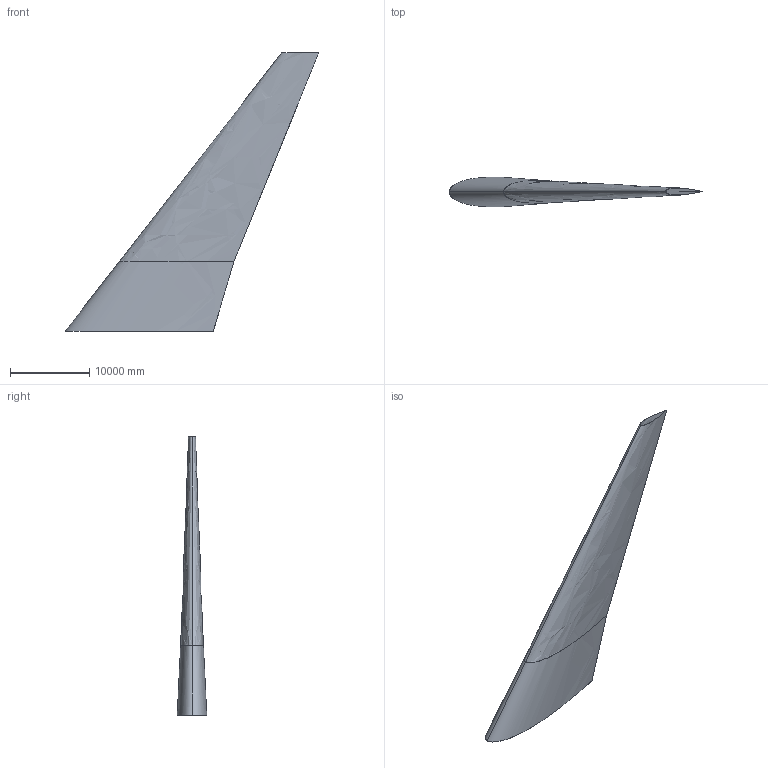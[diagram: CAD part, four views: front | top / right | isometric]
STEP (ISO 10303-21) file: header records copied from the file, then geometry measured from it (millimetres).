
FILE_DESCRIPTION (( 'STEP AP203' ), '1' );
FILE_NAME ('3D Air wing.STEP', '2021-10-11T11:53:46', ( 'AutoBVT' ), ( 'Microsoft' ), 'SwSTEP 2.0', 'SolidWorks 2018', '' );
FILE_SCHEMA (( 'CONFIG_CONTROL_DESIGN' ));
Length unit declared in the file: centimetre
Products named in the file (1): 3D Air wing
Bounding box: 32085.05 x 3742.03 x 35216.9 mm (x, y, z)
Volume: 15215167401.8 mm3; surface area: 1691389997.7 mm2
Topology: 1 solids, 1 shells, 10 faces, 20 edges, 12 vertices
Faces by surface type: bspline 8, plane 2
Entity records: 3128 total; most frequent: CARTESIAN_POINT 2886, ORIENTED_EDGE 40, EDGE_CURVE 20, DIRECTION 14, B_SPLINE_CURVE_WITH_KNOTS 12, EDGE_LOOP 12, VERTEX_POINT 12, ADVANCED_FACE 10
